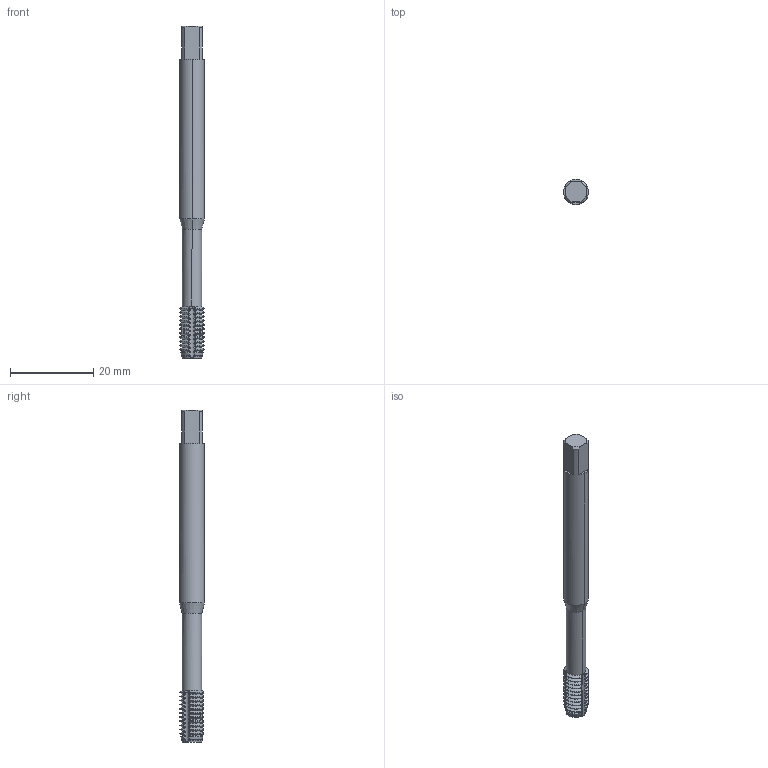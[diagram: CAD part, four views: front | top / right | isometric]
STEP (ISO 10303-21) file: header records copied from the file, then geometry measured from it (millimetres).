
FILE_DESCRIPTION(('no description'),'unknown implementation level');
FILE_NAME('solidVI0EHGH5FjJ_lx_8k4qvWImFltA_1.STP',' ',('CIM GmbH Aachen'),('CADClick - KiM GmbH - www.kimweb.de'),'unknown preprocess','ACIS','unknown authorization');
FILE_SCHEMA(('automotive_design'));
Length unit declared in the file: millimetre
Products named in the file (2): 1; 2
Bounding box: 6 x 6 x 80 mm (x, y, z)
Volume: 1916.2 mm3; surface area: 1906.3 mm2
Topology: 2 solids, 2 shells, 291 faces, 802 edges, 515 vertices
Faces by surface type: cone 146, cylinder 122, plane 17, torus 6
Entity records: 19562 total; most frequent: CARTESIAN_POINT 3299, STYLED_ITEM 1610, PRESENTATION_STYLE_ASSIGNMENT 1610, COLOUR_RGB 1610, ORIENTED_EDGE 1604, DIRECTION 1521, EDGE_CURVE 802, CURVE_STYLE 802
